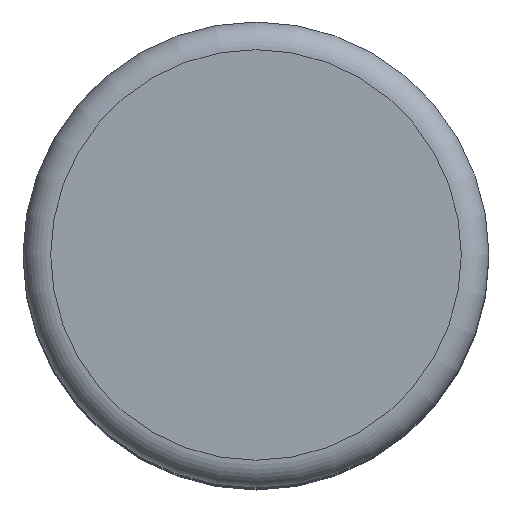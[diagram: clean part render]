
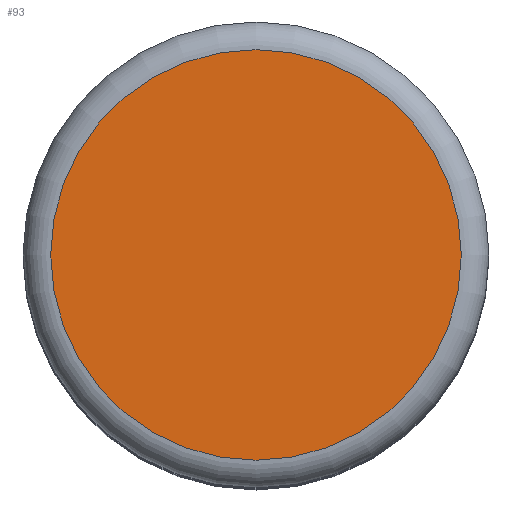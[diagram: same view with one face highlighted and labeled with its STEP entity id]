
A CAD part, top view. The second image highlights one B-rep face of the part: STEP entity #93.
In plain terms, the highlighted planar face has unit normal (0, 0, 1).
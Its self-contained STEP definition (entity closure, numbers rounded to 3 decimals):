
#17=ORIENTED_EDGE('',*,*,#33,.F.);
#33=EDGE_CURVE('',#41,#41,#49,.T.);
#41=VERTEX_POINT('',#171);
#49=CIRCLE('',#116,9.743);
#57=EDGE_LOOP('',(#17));
#73=FACE_BOUND('',#57,.T.);
#89=PLANE('',#115);
#93=ADVANCED_FACE('',(#73),#89,.F.);
#115=AXIS2_PLACEMENT_3D('',#169,#134,#135);
#116=AXIS2_PLACEMENT_3D('',#170,#136,#137);
#134=DIRECTION('',(0.,0.,-1.));
#135=DIRECTION('',(-1.,0.,0.));
#136=DIRECTION('',(0.,0.,-1.));
#137=DIRECTION('',(-1.,0.,0.));
#169=CARTESIAN_POINT('',(0.,0.,57.43));
#170=CARTESIAN_POINT('',(0.,0.,57.43));
#171=CARTESIAN_POINT('',(-9.743,0.,57.43));
